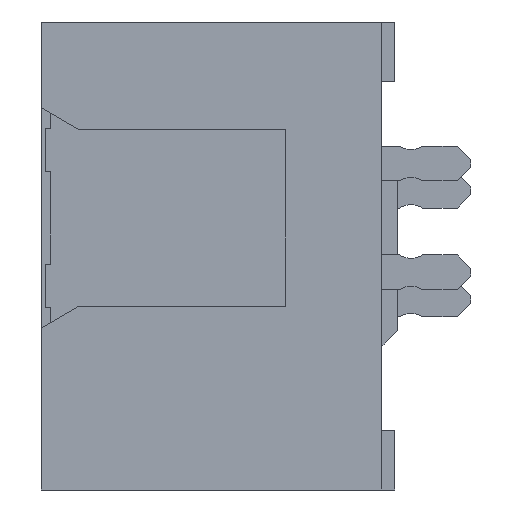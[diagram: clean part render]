
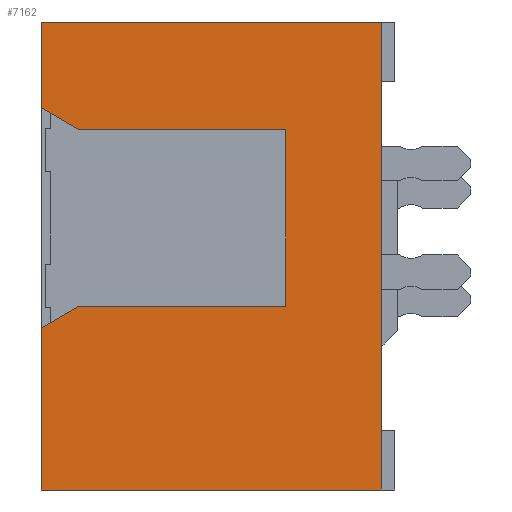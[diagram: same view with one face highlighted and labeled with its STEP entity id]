
A CAD part, left-side view. The second image highlights one B-rep face of the part: STEP entity #7162.
In plain terms, the highlighted planar face has unit normal (-1, 0, 0).
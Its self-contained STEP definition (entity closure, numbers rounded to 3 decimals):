
#263=ORIENTED_EDGE('',*,*,#2318,.T.);
#264=ORIENTED_EDGE('',*,*,#2321,.T.);
#265=ORIENTED_EDGE('',*,*,#2323,.T.);
#266=ORIENTED_EDGE('',*,*,#2314,.T.);
#267=ORIENTED_EDGE('',*,*,#2326,.T.);
#268=ORIENTED_EDGE('',*,*,#2327,.F.);
#269=ORIENTED_EDGE('',*,*,#2328,.T.);
#270=ORIENTED_EDGE('',*,*,#2177,.T.);
#271=ORIENTED_EDGE('',*,*,#2329,.F.);
#272=ORIENTED_EDGE('',*,*,#2330,.F.);
#2177=EDGE_CURVE('',#3222,#3221,#3917,.T.);
#2314=EDGE_CURVE('',#3344,#3346,#4054,.T.);
#2318=EDGE_CURVE('',#3348,#3350,#4058,.T.);
#2321=EDGE_CURVE('',#3350,#3352,#4061,.T.);
#2323=EDGE_CURVE('',#3352,#3344,#4063,.T.);
#2326=EDGE_CURVE('',#3346,#3354,#4066,.T.);
#2327=EDGE_CURVE('',#3355,#3354,#4067,.T.);
#2328=EDGE_CURVE('',#3355,#3222,#4068,.T.);
#2329=EDGE_CURVE('',#3356,#3221,#4069,.T.);
#2330=EDGE_CURVE('',#3348,#3356,#4070,.T.);
#3221=VERTEX_POINT('',#9807);
#3222=VERTEX_POINT('',#9809);
#3344=VERTEX_POINT('',#10078);
#3346=VERTEX_POINT('',#10082);
#3348=VERTEX_POINT('',#10087);
#3350=VERTEX_POINT('',#10091);
#3352=VERTEX_POINT('',#10097);
#3354=VERTEX_POINT('',#10106);
#3355=VERTEX_POINT('',#10110);
#3356=VERTEX_POINT('',#10113);
#3917=LINE('',#9808,#4945);
#4054=LINE('',#10083,#5082);
#4058=LINE('',#10092,#5086);
#4061=LINE('',#10098,#5089);
#4063=LINE('',#10101,#5091);
#4066=LINE('',#10107,#5094);
#4067=LINE('',#10109,#5095);
#4068=LINE('',#10111,#5096);
#4069=LINE('',#10112,#5097);
#4070=LINE('',#10114,#5098);
#4945=VECTOR('',#7960,1000.);
#5082=VECTOR('',#8123,1000.);
#5086=VECTOR('',#8129,1000.);
#5089=VECTOR('',#8134,1000.);
#5091=VECTOR('',#8138,1000.);
#5094=VECTOR('',#8143,1000.);
#5095=VECTOR('',#8146,1000.);
#5096=VECTOR('',#8147,1000.);
#5097=VECTOR('',#8148,1000.);
#5098=VECTOR('',#8149,1000.);
#5975=EDGE_LOOP('',(#263,#264,#265,#266,#267,#268,#269,#270,#271,#272));
#6395=FACE_BOUND('',#5975,.T.);
#6796=PLANE('',#7547);
#7162=ADVANCED_FACE('',(#6395),#6796,.F.);
#7547=AXIS2_PLACEMENT_3D('',#10108,#8144,#8145);
#7960=DIRECTION('',(0.,0.,1.));
#8123=DIRECTION('',(0.,1.,0.));
#8129=DIRECTION('',(0.,-0.865,-0.502));
#8134=DIRECTION('',(0.,-1.,0.));
#8138=DIRECTION('',(0.,0.,-1.));
#8143=DIRECTION('',(0.,0.865,-0.502));
#8144=DIRECTION('',(1.,0.,0.));
#8145=DIRECTION('',(0.,0.,-1.));
#8146=DIRECTION('',(0.,0.,1.));
#8147=DIRECTION('',(0.,-1.,0.));
#8148=DIRECTION('',(0.,-1.,0.));
#8149=DIRECTION('',(0.,0.,1.));
#9807=CARTESIAN_POINT('',(-12.65,0.25,4.3));
#9808=CARTESIAN_POINT('',(-12.65,0.25,-4.3));
#9809=CARTESIAN_POINT('',(-12.65,0.25,-4.3));
#10078=CARTESIAN_POINT('',(-12.65,2.,-0.925));
#10082=CARTESIAN_POINT('',(-12.65,5.81,-0.925));
#10083=CARTESIAN_POINT('',(-12.65,2.,-0.925));
#10087=CARTESIAN_POINT('',(-12.65,6.5,2.725));
#10091=CARTESIAN_POINT('',(-12.65,5.81,2.325));
#10092=CARTESIAN_POINT('',(-12.65,6.5,2.725));
#10097=CARTESIAN_POINT('',(-12.65,2.,2.325));
#10098=CARTESIAN_POINT('',(-12.65,5.81,2.325));
#10101=CARTESIAN_POINT('',(-12.65,2.,2.325));
#10106=CARTESIAN_POINT('',(-12.65,6.5,-1.325));
#10107=CARTESIAN_POINT('',(-12.65,5.81,-0.925));
#10108=CARTESIAN_POINT('',(-12.65,6.5,-4.3));
#10109=CARTESIAN_POINT('',(-12.65,6.5,-4.3));
#10110=CARTESIAN_POINT('',(-12.65,6.5,-4.3));
#10111=CARTESIAN_POINT('',(-12.65,6.5,-4.3));
#10112=CARTESIAN_POINT('',(-12.65,6.5,4.3));
#10113=CARTESIAN_POINT('',(-12.65,6.5,4.3));
#10114=CARTESIAN_POINT('',(-12.65,6.5,-4.3));
